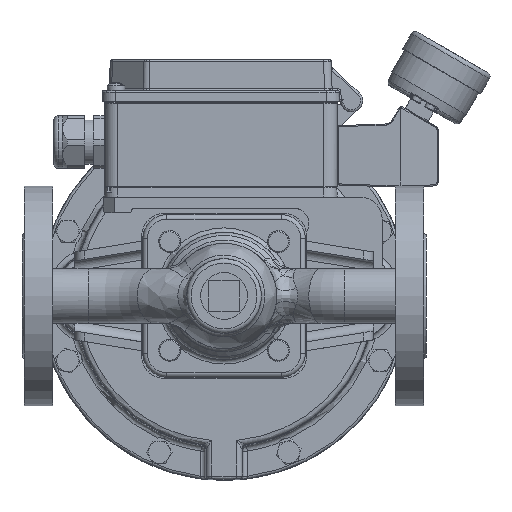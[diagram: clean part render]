
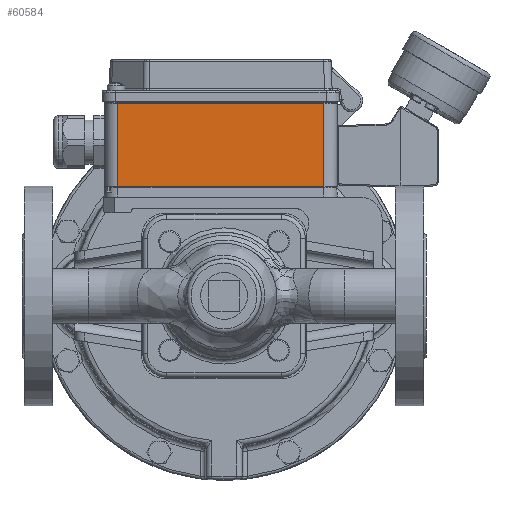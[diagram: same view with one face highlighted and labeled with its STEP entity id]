
A CAD part, front view. The second image highlights one B-rep face of the part: STEP entity #60584.
In plain terms, the highlighted planar face has unit normal (0, -1, -0.018).
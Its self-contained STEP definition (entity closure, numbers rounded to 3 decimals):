
#5273=PLANE('',#64629);
#8217=FACE_OUTER_BOUND('',#11881,.T.);
#11881=EDGE_LOOP('',(#43528,#43529,#43530,#43531));
#15509=LINE('',#100276,#19292);
#15829=LINE('',#105318,#19612);
#16032=LINE('',#108724,#19815);
#16033=LINE('',#108725,#19816);
#19292=VECTOR('',#72174,94.);
#19612=VECTOR('',#72966,94.);
#19815=VECTOR('',#73403,37.803);
#19816=VECTOR('',#73404,37.803);
#25255=VERTEX_POINT('',#100267);
#25258=VERTEX_POINT('',#100274);
#25738=VERTEX_POINT('',#105314);
#25739=VERTEX_POINT('',#105316);
#31394=EDGE_CURVE('',#25255,#25258,#15509,.T.);
#32035=EDGE_CURVE('',#25738,#25739,#15829,.T.);
#32264=EDGE_CURVE('',#25258,#25738,#16032,.T.);
#32265=EDGE_CURVE('',#25739,#25255,#16033,.T.);
#43528=ORIENTED_EDGE('',*,*,#32264,.T.);
#43529=ORIENTED_EDGE('',*,*,#32035,.T.);
#43530=ORIENTED_EDGE('',*,*,#32265,.T.);
#43531=ORIENTED_EDGE('',*,*,#31394,.T.);
#60584=ADVANCED_FACE('',(#8217),#5273,.T.);
#64629=AXIS2_PLACEMENT_3D('',#108723,#73401,#73402);
#72174=DIRECTION('',(1.,0.,0.));
#72966=DIRECTION('',(-1.,0.,0.));
#73401=DIRECTION('center_axis',(0.,-1.,
-0.018));
#73402=DIRECTION('ref_axis',(0.,0.018,-1.));
#73403=DIRECTION('',(0.,-0.018,1.));
#73404=DIRECTION('',(0.,0.018,-1.));
#100267=CARTESIAN_POINT('',(-46.706,124.78,50.05));
#100274=CARTESIAN_POINT('',(47.294,124.78,50.05));
#100276=CARTESIAN_POINT('',(-52.706,124.78,50.05));
#105314=CARTESIAN_POINT('',(47.294,124.087,87.846));
#105316=CARTESIAN_POINT('',(-46.706,124.087,87.846));
#105318=CARTESIAN_POINT('',(-46.706,124.087,87.846));
#108723=CARTESIAN_POINT('Origin',(-52.706,124.78,50.05));
#108724=CARTESIAN_POINT('',(47.294,124.78,50.05));
#108725=CARTESIAN_POINT('',(-46.706,124.78,50.05));
